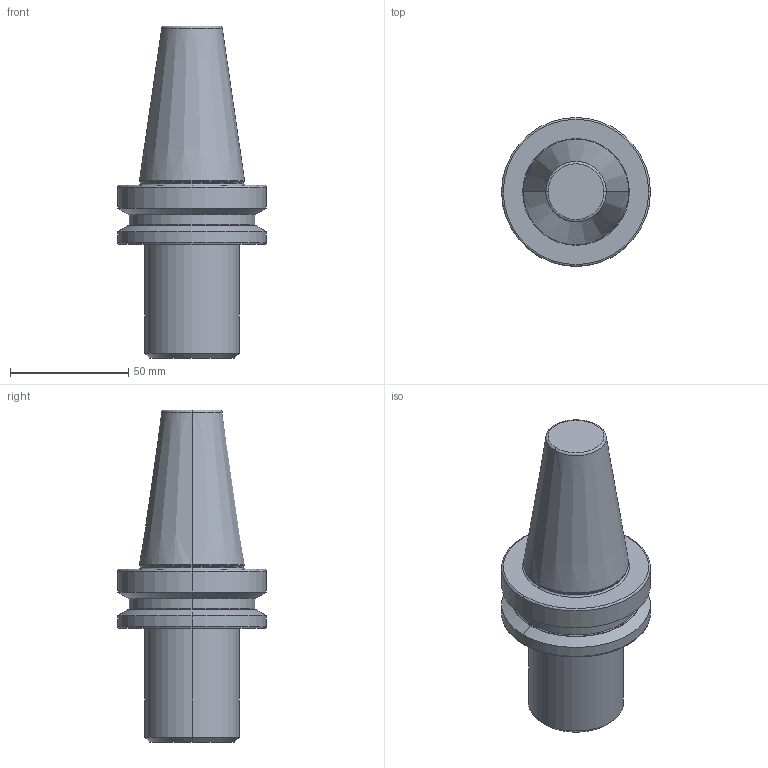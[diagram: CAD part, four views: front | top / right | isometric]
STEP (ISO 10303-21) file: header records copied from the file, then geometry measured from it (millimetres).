
FILE_DESCRIPTION(/* description */ (''),/* implementation_level */ '2;1');
FILE_NAME(/* name */ '1625642702015.stp',/* time_stamp */ '2021-07-07T12:55:15+05:00',/* author */ (''),/* organization */ ('SMS'),/* preprocessor_version */ 'ST-DEVELOPER v16.7',/* originating_system */ 'SIEMENS PLM Software NX 12.0',/* authorisation */ '');
FILE_SCHEMA (('AUTOMOTIVE_DESIGN { 1 0 10303 214 3 1 1 1 }'));
Length unit declared in the file: millimetre
Products named in the file (1): 203615153mod000_00
Bounding box: 62.95 x 62.95 x 140.4 mm (x, y, z)
Volume: 198434.1 mm3; surface area: 24253.5 mm2
Topology: 1 solids, 1 shells, 40 faces, 78 edges, 47 vertices
Faces by surface type: torus 14, cone 10, cylinder 10, plane 6
Entity records: 1097 total; most frequent: DIRECTION 224, CARTESIAN_POINT 169, ORIENTED_EDGE 156, AXIS2_PLACEMENT_3D 102, EDGE_CURVE 78, CIRCLE 58, EDGE_LOOP 44, VERTEX_POINT 44
